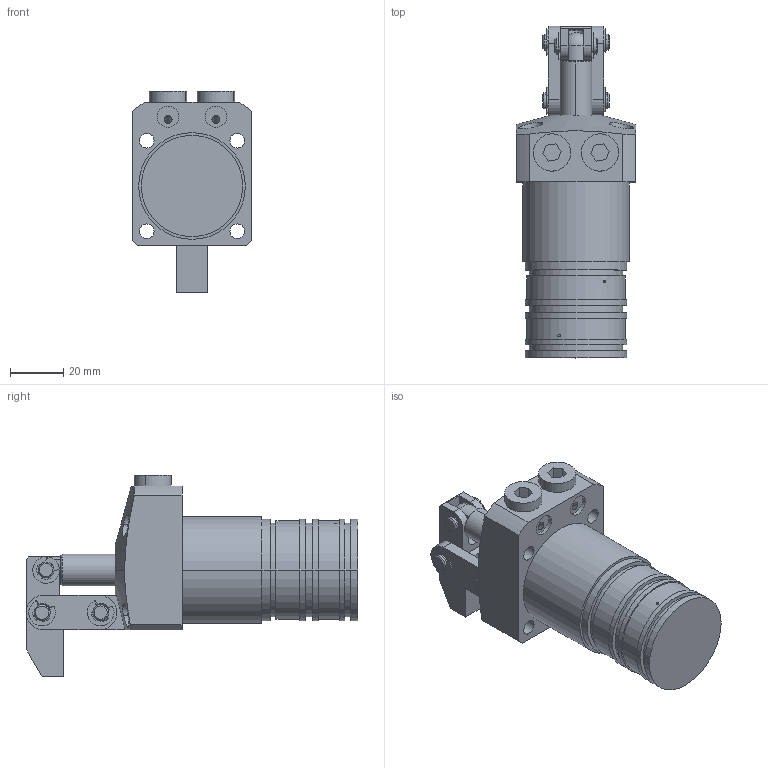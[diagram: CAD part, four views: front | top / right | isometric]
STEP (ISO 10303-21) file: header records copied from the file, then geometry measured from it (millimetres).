
FILE_DESCRIPTION (( 'STEP AP214' ), '1' );
FILE_NAME ('CLKA-040GM杠杆式油压缸三维图 .STEP', '2021-02-01T07:16:13', ( 'PC' ), ( '' ), 'SwSTEP 2.0', 'SolidWorks 2016', '' );
FILE_SCHEMA (( 'AUTOMOTIVE_DESIGN' ));
Length unit declared in the file: millimetre
Products named in the file (9): CLKA-040GM掛极; 囀鞠褒黑芛郔陔1-8_1; CLKA-040活塞杆_1_1_1; 0.6ｵ訐1_1_1_1; 销轴2_1_1_1_1; 销轴1_1_1_1_1; ﾁｬｸﾋ_1_1_1_1; ｻ鏸鄕ﾋ_1_1_1; CLKA-040GM杠杆式油压缸三维图 
Assembly tree (16 placements, depth 2):
  CLKA-040GM杠杆式油压缸三维图 
    ｻ鏸鄕ﾋ_1_1_1
    ﾁｬｸﾋ_1_1_1_1  x2
    销轴1_1_1_1_1
    销轴2_1_1_1_1  x2
    0.6ｵ訐1_1_1_1  x6
    CLKA-040活塞杆_1_1_1
    囀鞠褒黑芛郔陔1-8_1  x2
    CLKA-040GM掛极
Bounding box: 45 x 124.5 x 75.5 mm (x, y, z)
Volume: 123730.5 mm3; surface area: 36823 mm2
Topology: 15 solids, 17 shells, 404 faces, 965 edges, 630 vertices
Faces by surface type: cylinder 198, plane 151, cone 49, bspline 4, sphere 2
Entity records: 8379 total; most frequent: CARTESIAN_POINT 2018, DIRECTION 1339, ORIENTED_EDGE 1160, EDGE_CURVE 583, AXIS2_PLACEMENT_3D 540, VERTEX_POINT 380, EDGE_LOOP 312, CIRCLE 272
